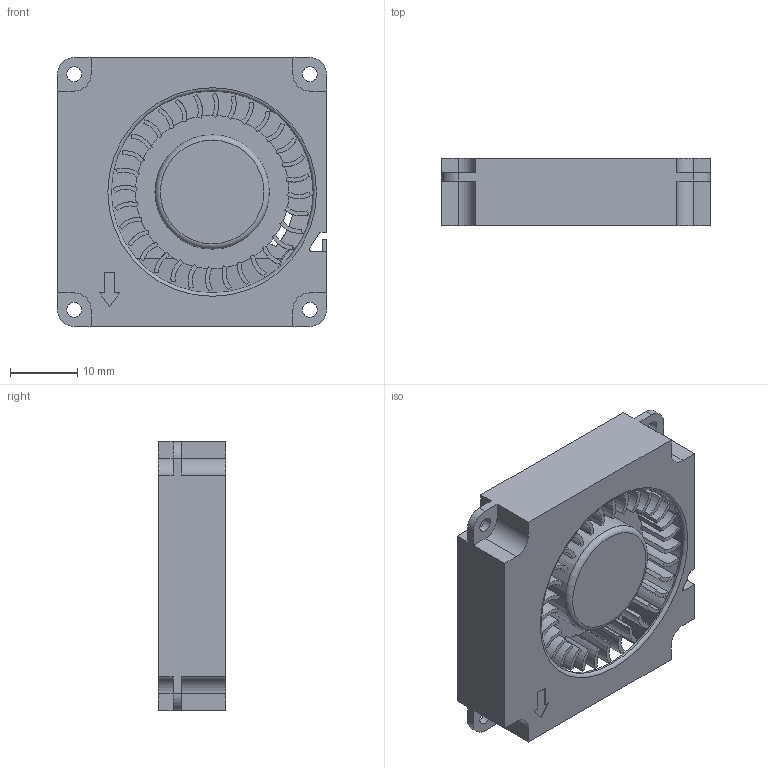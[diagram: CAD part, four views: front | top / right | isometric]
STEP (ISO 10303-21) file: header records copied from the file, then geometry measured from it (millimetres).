
FILE_DESCRIPTION(/* description */ (''),/* implementation_level */ '2;1');
FILE_NAME(/* name */ 'turbo_fan_40x40x10 v1.stp',/* time_stamp */ '2019-12-11T13:04:33+03:00',/* author */ ('Professor'),/* organization */ (''),/* preprocessor_version */ 'ST-DEVELOPER v17',/* originating_system */ 'Autodesk Inventor 2018',/* authorisation */ '');
FILE_SCHEMA (('AUTOMOTIVE_DESIGN { 1 0 10303 214 3 1 1 }'));
Length unit declared in the file: millimetre
Products named in the file (1): turbo_fan_40x40x10
Bounding box: 40 x 10 x 40 mm (x, y, z)
Volume: 7009 mm3; surface area: 9593.6 mm2
Topology: 1 solids, 1 shells, 343 faces, 960 edges, 626 vertices
Faces by surface type: plane 187, cylinder 145, torus 7, bspline 4
Full cylindrical faces by diameter (mm): 2.2 x4, 17 x1, 22 x1, 30 x1
Entity records: 11439 total; most frequent: CARTESIAN_POINT 2262, DIRECTION 1973, ORIENTED_EDGE 1920, EDGE_CURVE 960, AXIS2_PLACEMENT_3D 688, VERTEX_POINT 626, LINE 597, VECTOR 597
